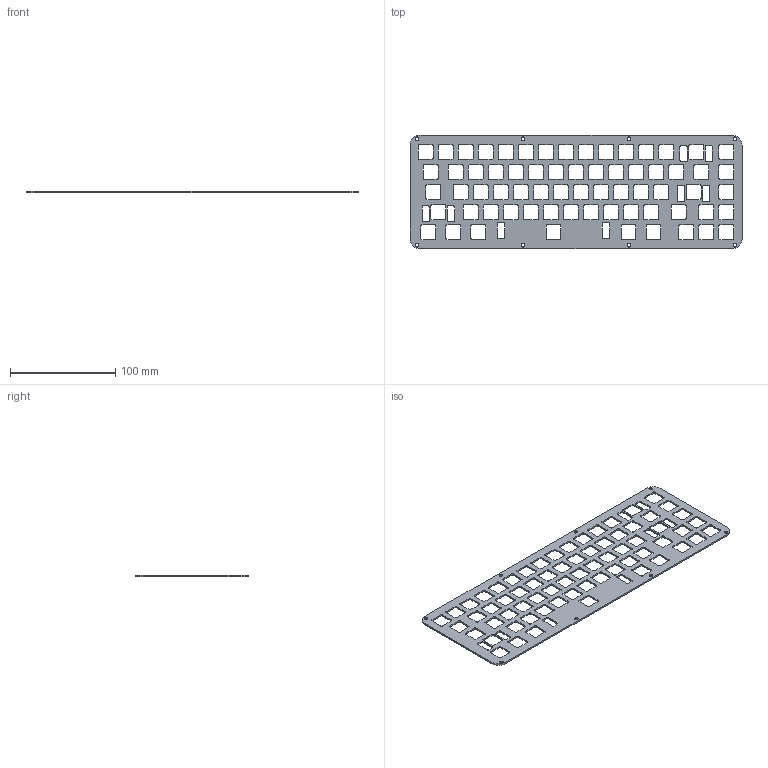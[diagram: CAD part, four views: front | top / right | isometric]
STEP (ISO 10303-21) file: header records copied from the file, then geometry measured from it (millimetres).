
FILE_DESCRIPTION(/* description */ (''),/* implementation_level */ '2;1');
FILE_NAME(/* name */ 'mullet-plate.step',/* time_stamp */ '2019-12-19T16:05:45-05:00',/* author */ (''),/* organization */ (''),/* preprocessor_version */ 'ST-DEVELOPER v18',/* originating_system */ 'Autodesk Translation Framework v8.12.0.6',/* authorisation */ '');
FILE_SCHEMA (('AUTOMOTIVE_DESIGN { 1 0 10303 214 3 1 1 }'));
Length unit declared in the file: millimetre
Products named in the file (1): FusionComponent
Bounding box: 315.71 x 107.98 x 1.5 mm (x, y, z)
Volume: 30035.3 mm3; surface area: 47385.4 mm2
Topology: 1 solids, 1 shells, 620 faces, 1854 edges, 1236 vertices
Faces by surface type: cylinder 312, plane 308
Full cylindrical faces by diameter (mm): 3.4 x8
Entity records: 21414 total; most frequent: DIRECTION 3720, CARTESIAN_POINT 3711, ORIENTED_EDGE 3708, EDGE_CURVE 1854, AXIS2_PLACEMENT_3D 1245, VERTEX_POINT 1236, LINE 1230, VECTOR 1230
